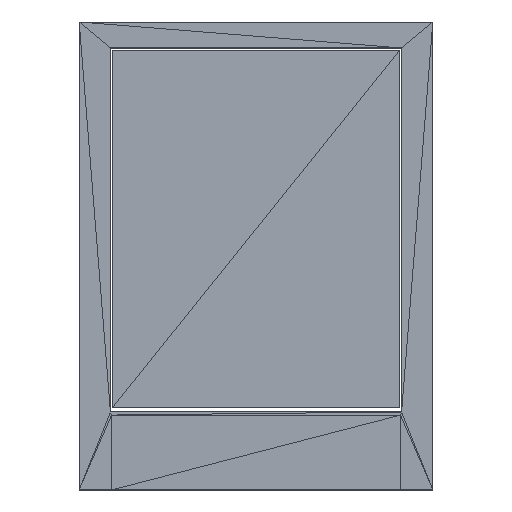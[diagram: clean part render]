
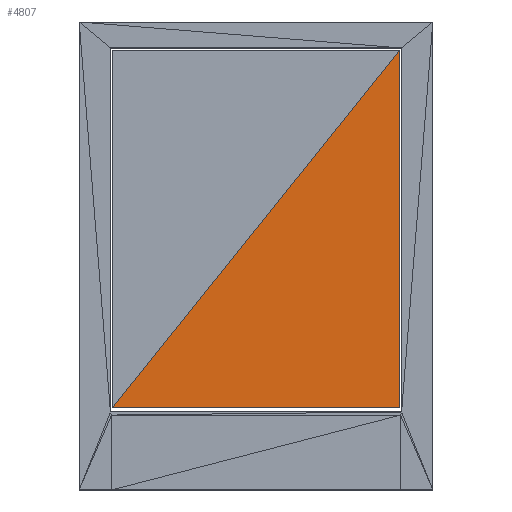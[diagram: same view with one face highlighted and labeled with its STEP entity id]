
A CAD part, top view. The second image highlights one B-rep face of the part: STEP entity #4807.
In plain terms, the highlighted planar face has unit normal (0, 0, 1).
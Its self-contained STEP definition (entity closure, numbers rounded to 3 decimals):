
#4807 = ADVANCED_FACE('',(#4808),#4822,.T.);
#4808 = FACE_BOUND('',#4809,.T.);
#4809 = EDGE_LOOP('',(#4810,#4833,#4849));
#4810 = ORIENTED_EDGE('',*,*,#4811,.F.);
#4811 = EDGE_CURVE('',#4812,#4814,#4816,.T.);
#4812 = VERTEX_POINT('',#4813);
#4813 = CARTESIAN_POINT('',(7.3,-1.2,
    2.3));
#4814 = VERTEX_POINT('',#4815);
#4815 = CARTESIAN_POINT('',(7.3,-35.6,
    2.3));
#4816 = SURFACE_CURVE('',#4817,(#4821),.PCURVE_S1.);
#4817 = LINE('',#4818,#4819);
#4818 = CARTESIAN_POINT('',(7.3,-1.2,
    2.3));
#4819 = VECTOR('',#4820,1.);
#4820 = DIRECTION('',(0.,-1.,0.));
#4821 = PCURVE('',#4822,#4827);
#4822 = PLANE('',#4823);
#4823 = AXIS2_PLACEMENT_3D('',#4824,#4825,#4826);
#4824 = CARTESIAN_POINT('',(-2.026,-22.874,
    2.3));
#4825 = DIRECTION('',(0.,0.,1.));
#4826 = DIRECTION('',(1.,0.,0.));
#4827 = DEFINITIONAL_REPRESENTATION('',(#4828),#4832);
#4828 = LINE('',#4829,#4830);
#4829 = CARTESIAN_POINT('',(9.326,21.674));
#4830 = VECTOR('',#4831,1.);
#4831 = DIRECTION('',(0.,-1.));
#4832 = ( GEOMETRIC_REPRESENTATION_CONTEXT(2) 
PARAMETRIC_REPRESENTATION_CONTEXT() REPRESENTATION_CONTEXT('2D SPACE',''
  ) );
#4833 = ORIENTED_EDGE('',*,*,#4834,.F.);
#4834 = EDGE_CURVE('',#4835,#4812,#4837,.T.);
#4835 = VERTEX_POINT('',#4836);
#4836 = CARTESIAN_POINT('',(-20.3,-35.6,
    2.3));
#4837 = SURFACE_CURVE('',#4838,(#4842),.PCURVE_S1.);
#4838 = LINE('',#4839,#4840);
#4839 = CARTESIAN_POINT('',(-20.3,-35.6,
    2.3));
#4840 = VECTOR('',#4841,1.);
#4841 = DIRECTION('',(0.626,0.78,0.));
#4842 = PCURVE('',#4822,#4843);
#4843 = DEFINITIONAL_REPRESENTATION('',(#4844),#4848);
#4844 = LINE('',#4845,#4846);
#4845 = CARTESIAN_POINT('',(-18.274,-12.726));
#4846 = VECTOR('',#4847,1.);
#4847 = DIRECTION('',(0.626,0.78));
#4848 = ( GEOMETRIC_REPRESENTATION_CONTEXT(2) 
PARAMETRIC_REPRESENTATION_CONTEXT() REPRESENTATION_CONTEXT('2D SPACE',''
  ) );
#4849 = ORIENTED_EDGE('',*,*,#4850,.F.);
#4850 = EDGE_CURVE('',#4814,#4835,#4851,.T.);
#4851 = SURFACE_CURVE('',#4852,(#4856),.PCURVE_S1.);
#4852 = LINE('',#4853,#4854);
#4853 = CARTESIAN_POINT('',(7.3,-35.6,
    2.3));
#4854 = VECTOR('',#4855,1.);
#4855 = DIRECTION('',(-1.,0.,0.));
#4856 = PCURVE('',#4822,#4857);
#4857 = DEFINITIONAL_REPRESENTATION('',(#4858),#4862);
#4858 = LINE('',#4859,#4860);
#4859 = CARTESIAN_POINT('',(9.326,-12.726));
#4860 = VECTOR('',#4861,1.);
#4861 = DIRECTION('',(-1.,0.));
#4862 = ( GEOMETRIC_REPRESENTATION_CONTEXT(2) 
PARAMETRIC_REPRESENTATION_CONTEXT() REPRESENTATION_CONTEXT('2D SPACE',''
  ) );
